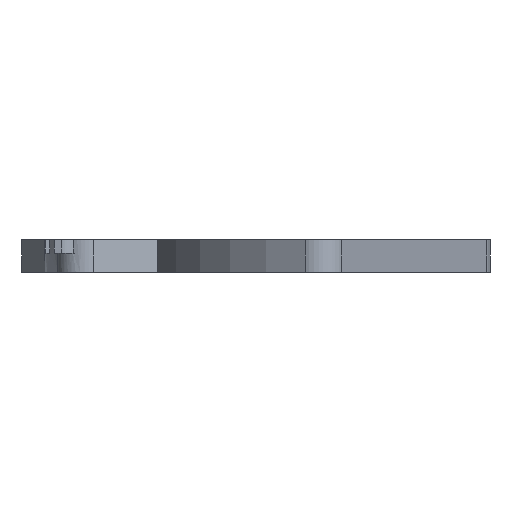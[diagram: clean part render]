
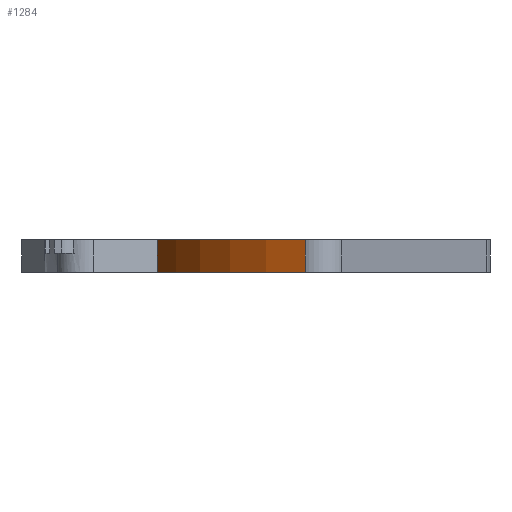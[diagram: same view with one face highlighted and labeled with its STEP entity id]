
A CAD part, front view. The second image highlights one B-rep face of the part: STEP entity #1284.
In plain terms, the highlighted cylindrical face has radius 110 mm (diameter 220 mm), a partial arc.
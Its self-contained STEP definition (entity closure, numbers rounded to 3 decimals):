
#82=CARTESIAN_POINT('',(0.,0.,0.));
#83=DIRECTION('',(0.,0.,1.));
#84=DIRECTION('',(-0.946,-0.326,0.));
#85=AXIS2_PLACEMENT_3D('',#82,#83,#84);
#284=CARTESIAN_POINT('',(0.,0.,-12.));
#285=DIRECTION('',(0.,0.,1.));
#286=DIRECTION('',(-0.946,-0.326,0.));
#287=AXIS2_PLACEMENT_3D('',#284,#285,#286);
#398=DIRECTION('',(0.,0.,-1.));
#399=VECTOR('',#398,12.);
#400=CARTESIAN_POINT('',(-50.168,-97.894,0.));
#401=LINE('',#400,#399);
#402=DIRECTION('',(0.,0.,-1.));
#403=VECTOR('',#402,12.);
#404=CARTESIAN_POINT('',(-104.007,-35.812,0.));
#405=LINE('',#404,#403);
#665=CARTESIAN_POINT('',(-50.168,-97.894,-12.));
#667=VERTEX_POINT('',#665);
#668=CARTESIAN_POINT('',(-50.168,-97.894,0.));
#669=VERTEX_POINT('',#668);
#672=CARTESIAN_POINT('',(-104.007,-35.812,0.));
#673=VERTEX_POINT('',#672);
#674=CARTESIAN_POINT('',(-104.007,-35.812,-12.));
#675=VERTEX_POINT('',#674);
#1272=CARTESIAN_POINT('',(0.,0.,0.));
#1273=DIRECTION('',(0.,0.,1.));
#1274=DIRECTION('',(1.,0.,0.));
#1275=AXIS2_PLACEMENT_3D('',#1272,#1273,#1274);
#1276=CYLINDRICAL_SURFACE('',#1275,110.);
#1277=ORIENTED_EDGE('',*,*,#1265,.T.);
#1278=ORIENTED_EDGE('',*,*,#992,.F.);
#1280=ORIENTED_EDGE('',*,*,#1279,.F.);
#1281=ORIENTED_EDGE('',*,*,#851,.T.);
#1282=EDGE_LOOP('',(#1277,#1278,#1280,#1281));
#1283=FACE_OUTER_BOUND('',#1282,.F.);
#86=CIRCLE('',#85,110.);
#288=CIRCLE('',#287,110.);
#851=EDGE_CURVE('',#673,#669,#86,.T.);
#992=EDGE_CURVE('',#675,#667,#288,.T.);
#1265=EDGE_CURVE('',#669,#667,#401,.T.);
#1279=EDGE_CURVE('',#673,#675,#405,.T.);
#1284=ADVANCED_FACE('',(#1283),#1276,.T.);
